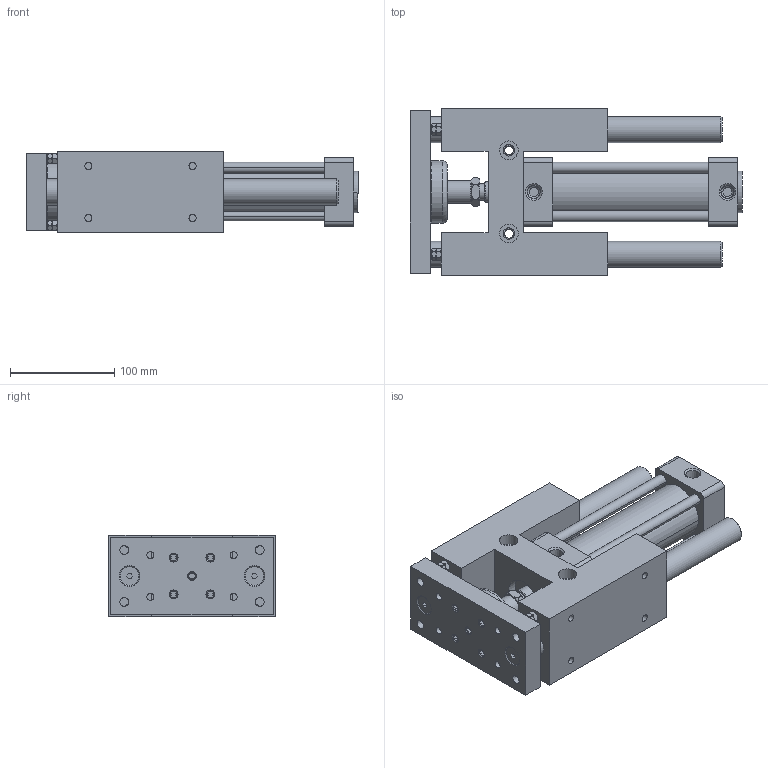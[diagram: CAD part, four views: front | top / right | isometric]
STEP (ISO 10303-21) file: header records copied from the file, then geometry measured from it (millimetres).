
FILE_DESCRIPTION((''),'2;1');
FILE_NAME('MGC050X100M.STEP','2012-11-22T14:18:18',('Administrator'),(''),'CADlook_v9.0','Cimatron E 8.0','');
FILE_SCHEMA(('AUTOMOTIVE_DESIGN { 1 2 10303 214 0 1 1 1 }'));
Length unit declared in the file: millimetre
Bounding box: 319 x 160 x 78 mm (x, y, z)
Volume: 2207629.9 mm3; surface area: 297880.7 mm2
Topology: 2 solids, 2 shells, 346 faces, 946 edges, 657 vertices
Faces by surface type: plane 153, torus 109, cylinder 65, cone 19
Full cylindrical faces by diameter (mm): 6 x4, 6.8 x16, 8.5 x2, 8.6 x4, 11 x2, 18 x2, 22 x1, 25 x4, 40 x1, 60 x1
Entity records: 17717 total; most frequent: CARTESIAN_POINT 6305, ORIENTED_EDGE 1782, DIRECTION 1702, EDGE_CURVE 891, AXIS2_PLACEMENT_3D 680, VERTEX_POINT 657, EDGE_LOOP 486, COLOUR_RGB 348
